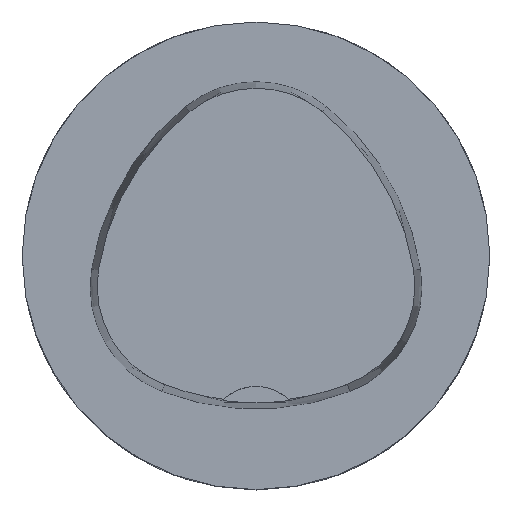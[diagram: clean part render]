
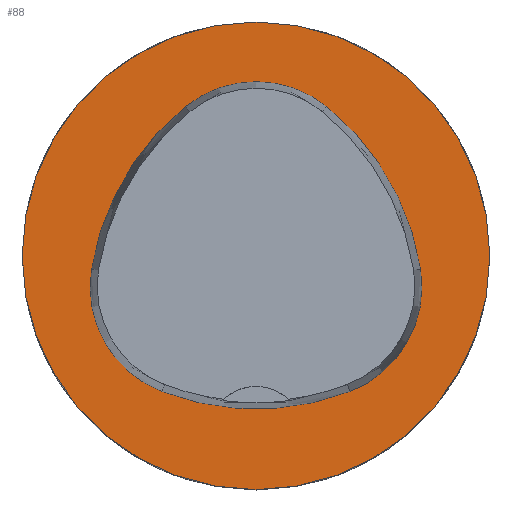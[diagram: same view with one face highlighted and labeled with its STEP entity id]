
A CAD part, top view. The second image highlights one B-rep face of the part: STEP entity #88.
In plain terms, the highlighted planar face has unit normal (0, 0, 1).
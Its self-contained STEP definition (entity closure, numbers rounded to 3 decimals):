
#33=PLANE('',#483);
#88=ADVANCED_FACE('',(#137,#138),#33,.T.);
#111=CIRCLE('',#455,25.);
#112=CIRCLE('',#461,28.);
#114=CIRCLE('',#464,12.);
#116=CIRCLE('',#467,28.);
#118=CIRCLE('',#470,12.);
#122=CIRCLE('',#475,28.);
#124=CIRCLE('',#478,12.);
#137=FACE_BOUND('',#158,.T.);
#138=FACE_BOUND('',#159,.T.);
#158=EDGE_LOOP('',(#243,#244,#245,#246,#247,#248));
#159=EDGE_LOOP('',(#249));
#243=ORIENTED_EDGE('',*,*,#370,.T.);
#244=ORIENTED_EDGE('',*,*,#350,.T.);
#245=ORIENTED_EDGE('',*,*,#354,.T.);
#246=ORIENTED_EDGE('',*,*,#357,.T.);
#247=ORIENTED_EDGE('',*,*,#360,.T.);
#248=ORIENTED_EDGE('',*,*,#368,.T.);
#249=ORIENTED_EDGE('',*,*,#341,.F.);
#304=VERTEX_POINT('',#671);
#313=VERTEX_POINT('',#690);
#314=VERTEX_POINT('',#691);
#317=VERTEX_POINT('',#699);
#319=VERTEX_POINT('',#705);
#321=VERTEX_POINT('',#711);
#328=VERTEX_POINT('',#732);
#341=EDGE_CURVE('',#304,#304,#111,.T.);
#350=EDGE_CURVE('',#313,#314,#112,.T.);
#354=EDGE_CURVE('',#314,#317,#114,.T.);
#357=EDGE_CURVE('',#317,#319,#116,.T.);
#360=EDGE_CURVE('',#319,#321,#118,.T.);
#368=EDGE_CURVE('',#321,#328,#122,.T.);
#370=EDGE_CURVE('',#328,#313,#124,.T.);
#455=AXIS2_PLACEMENT_3D('',#670,#528,#529);
#461=AXIS2_PLACEMENT_3D('',#689,#544,#545);
#464=AXIS2_PLACEMENT_3D('',#698,#552,#553);
#467=AXIS2_PLACEMENT_3D('',#704,#559,#560);
#470=AXIS2_PLACEMENT_3D('',#710,#566,#567);
#475=AXIS2_PLACEMENT_3D('',#733,#578,#579);
#478=AXIS2_PLACEMENT_3D('',#736,#584,#585);
#483=AXIS2_PLACEMENT_3D('',#741,#594,#595);
#528=DIRECTION('',(0.,0.,-1.));
#529=DIRECTION('',(-1.,0.,0.));
#544=DIRECTION('',(0.,0.,-1.));
#545=DIRECTION('',(-1.,0.,0.));
#552=DIRECTION('',(0.,0.,-1.));
#553=DIRECTION('',(-1.,0.,0.));
#559=DIRECTION('',(0.,0.,-1.));
#560=DIRECTION('',(-1.,0.,0.));
#566=DIRECTION('',(0.,0.,-1.));
#567=DIRECTION('',(-1.,0.,0.));
#578=DIRECTION('',(0.,0.,-1.));
#579=DIRECTION('',(-1.,0.,0.));
#584=DIRECTION('',(0.,0.,-1.));
#585=DIRECTION('',(-1.,0.,0.));
#594=DIRECTION('',(0.,0.,1.));
#595=DIRECTION('',(1.,0.,0.));
#670=CARTESIAN_POINT('',(0.,0.,0.));
#671=CARTESIAN_POINT('',(-25.,0.,0.));
#689=CARTESIAN_POINT('',(10.068,-5.824,0.));
#690=CARTESIAN_POINT('',(-17.584,-1.424,0.));
#691=CARTESIAN_POINT('',(-7.531,15.953,0.));
#698=CARTESIAN_POINT('',(0.011,6.62,0.));
#699=CARTESIAN_POINT('',(7.567,15.942,0.));
#704=CARTESIAN_POINT('',(-10.063,-5.81,0.));
#705=CARTESIAN_POINT('',(17.59,-1.418,0.));
#710=CARTESIAN_POINT('',(5.739,-3.3,0.));
#711=CARTESIAN_POINT('',(10.05,-14.499,0.));
#732=CARTESIAN_POINT('',(-10.025,-14.516,0.));
#733=CARTESIAN_POINT('',(-0.01,11.631,0.));
#736=CARTESIAN_POINT('',(-5.733,-3.31,0.));
#741=CARTESIAN_POINT('',(0.,0.,0.));
